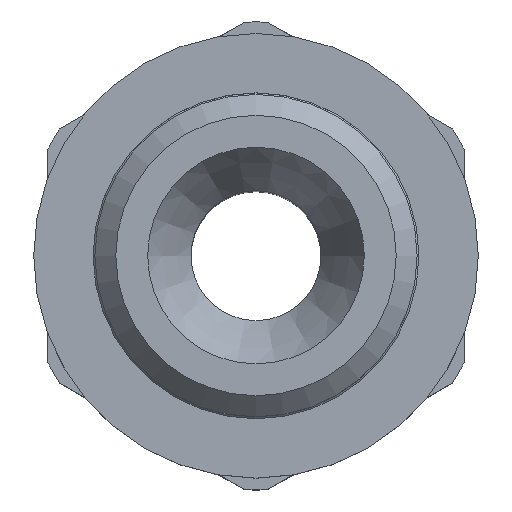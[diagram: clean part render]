
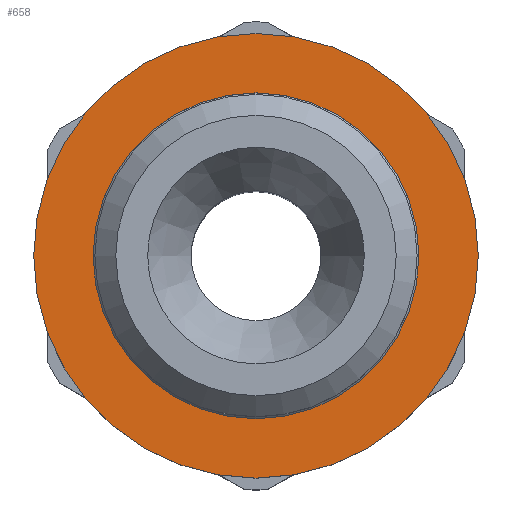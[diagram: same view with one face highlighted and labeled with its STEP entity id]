
A CAD part, top view. The second image highlights one B-rep face of the part: STEP entity #658.
In plain terms, the highlighted planar face has unit normal (0, 0, 1).
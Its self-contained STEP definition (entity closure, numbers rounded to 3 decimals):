
#98=CIRCLE('',#755,9.075);
#100=CIRCLE('',#758,6.65);
#217=ORIENTED_EDGE('',*,*,#349,.T.);
#218=ORIENTED_EDGE('',*,*,#347,.F.);
#347=EDGE_CURVE('',#406,#406,#98,.T.);
#349=EDGE_CURVE('',#408,#408,#100,.T.);
#406=VERTEX_POINT('',#1188);
#408=VERTEX_POINT('',#1193);
#509=EDGE_LOOP('',(#217));
#510=EDGE_LOOP('',(#218));
#581=FACE_BOUND('',#509,.T.);
#582=FACE_BOUND('',#510,.T.);
#618=PLANE('',#757);
#658=ADVANCED_FACE('',(#581,#582),#618,.T.);
#755=AXIS2_PLACEMENT_3D('',#1187,#943,#944);
#757=AXIS2_PLACEMENT_3D('',#1191,#947,#948);
#758=AXIS2_PLACEMENT_3D('',#1192,#949,#950);
#943=DIRECTION('',(0.,0.,-1.));
#944=DIRECTION('',(-1.,0.,0.));
#947=DIRECTION('',(0.,0.,1.));
#948=DIRECTION('',(1.,0.,0.));
#949=DIRECTION('',(0.,0.,-1.));
#950=DIRECTION('',(-1.,0.,0.));
#1187=CARTESIAN_POINT('',(0.,0.,-5.8));
#1188=CARTESIAN_POINT('',(-9.075,0.,-5.8));
#1191=CARTESIAN_POINT('',(0.,9.075,-5.8));
#1192=CARTESIAN_POINT('',(0.,0.,-5.8));
#1193=CARTESIAN_POINT('',(-6.65,0.,-5.8));
